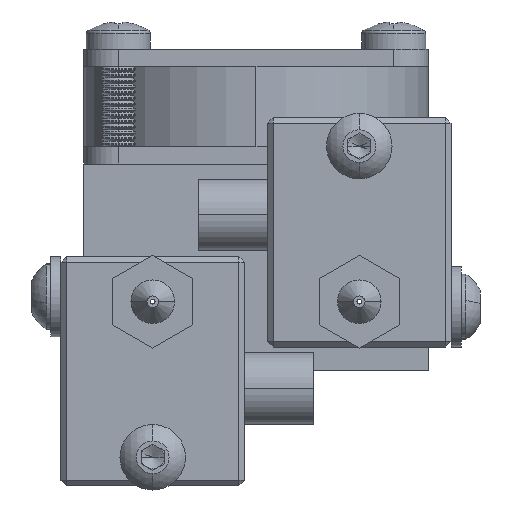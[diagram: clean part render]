
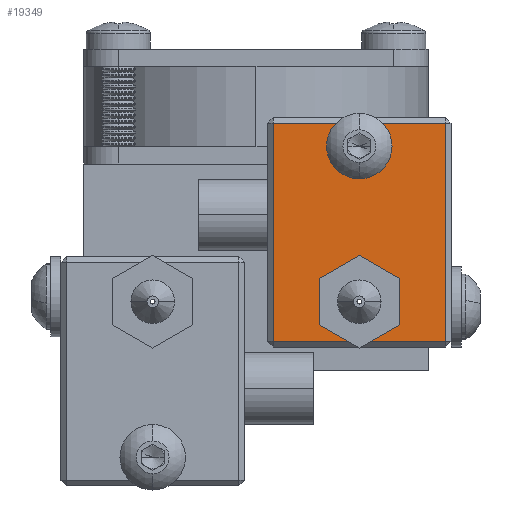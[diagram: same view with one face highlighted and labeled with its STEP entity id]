
A CAD part, front view. The second image highlights one B-rep face of the part: STEP entity #19349.
In plain terms, the highlighted planar face has unit normal (0, -1, 0).
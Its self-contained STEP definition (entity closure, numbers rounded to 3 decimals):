
#66 = FACE_BOUND ( 'NONE', #20461, .T. ) ;
#242 = DIRECTION ( 'NONE',  ( -1., 0., 0. ) ) ;
#259 = CARTESIAN_POINT ( 'NONE',  ( 9.5, -5.75, 7.5 ) ) ;
#584 = AXIS2_PLACEMENT_3D ( 'NONE', #1778, #14507, #3554 ) ;
#643 = FACE_OUTER_BOUND ( 'NONE', #7982, .T. ) ;
#782 = ORIENTED_EDGE ( 'NONE', *, *, #9437, .T. ) ;
#1181 = VECTOR ( 'NONE', #14211, 1000. ) ;
#1459 = ORIENTED_EDGE ( 'NONE', *, *, #18774, .T. ) ;
#1493 = CARTESIAN_POINT ( 'NONE',  ( 9.5, -5.75, 8. ) ) ;
#1778 = CARTESIAN_POINT ( 'NONE',  ( -7.5, -5.75, 0. ) ) ;
#2324 = CARTESIAN_POINT ( 'NONE',  ( -10., -5.75, 8. ) ) ;
#2754 = CIRCLE ( 'NONE', #2774, 1.25 ) ;
#2774 = AXIS2_PLACEMENT_3D ( 'NONE', #9073, #22173, #10906 ) ;
#2930 = LINE ( 'NONE', #16858, #21943 ) ;
#3085 = VERTEX_POINT ( 'NONE', #4837 ) ;
#3201 = VERTEX_POINT ( 'NONE', #5055 ) ;
#3554 = DIRECTION ( 'NONE',  ( 0., 0., 1. ) ) ;
#3847 = ORIENTED_EDGE ( 'NONE', *, *, #4234, .T. ) ;
#4057 = DIRECTION ( 'NONE',  ( 1., 0., 0. ) ) ;
#4187 = DIRECTION ( 'NONE',  ( 0., 0., 1. ) ) ;
#4234 = EDGE_CURVE ( 'NONE', #11636, #16251, #2930, .T. ) ;
#4303 = AXIS2_PLACEMENT_3D ( 'NONE', #2324, #15190, #4187 ) ;
#4648 = CIRCLE ( 'NONE', #16801, 3. ) ;
#4837 = CARTESIAN_POINT ( 'NONE',  ( -7.5, -5.75, 1.25 ) ) ;
#4879 = CARTESIAN_POINT ( 'NONE',  ( 6.054, -5.75, 0. ) ) ;
#5055 = CARTESIAN_POINT ( 'NONE',  ( -7.5, -5.75, -1.25 ) ) ;
#5333 = DIRECTION ( 'NONE',  ( 0., 0., -1. ) ) ;
#5935 = EDGE_CURVE ( 'NONE', #3201, #3085, #5941, .T. ) ;
#5941 = CIRCLE ( 'NONE', #584, 1.25 ) ;
#6184 = CARTESIAN_POINT ( 'NONE',  ( -9.5, -5.75, -7.5 ) ) ;
#6661 = DIRECTION ( 'NONE',  ( 0., 0., 1. ) ) ;
#6951 = VECTOR ( 'NONE', #242, 1000. ) ;
#7746 = ORIENTED_EDGE ( 'NONE', *, *, #5935, .T. ) ;
#7791 = EDGE_CURVE ( 'NONE', #17579, #11636, #18732, .T. ) ;
#7982 = EDGE_LOOP ( 'NONE', ( #8808, #3847, #782, #1459 ) ) ;
#8724 = VECTOR ( 'NONE', #5333, 1000. ) ;
#8808 = ORIENTED_EDGE ( 'NONE', *, *, #7791, .T. ) ;
#9073 = CARTESIAN_POINT ( 'NONE',  ( -7.5, -5.75, 0. ) ) ;
#9088 = DIRECTION ( 'NONE',  ( 0., 1., 0. ) ) ;
#9437 = EDGE_CURVE ( 'NONE', #16251, #22903, #9506, .T. ) ;
#9506 = LINE ( 'NONE', #1493, #1181 ) ;
#10127 = FACE_BOUND ( 'NONE', #13918, .T. ) ;
#10906 = DIRECTION ( 'NONE',  ( 0., 0., 1. ) ) ;
#11067 = EDGE_CURVE ( 'NONE', #17591, #22146, #11794, .T. ) ;
#11297 = ORIENTED_EDGE ( 'NONE', *, *, #11476, .T. ) ;
#11476 = EDGE_CURVE ( 'NONE', #3085, #3201, #2754, .T. ) ;
#11636 = VERTEX_POINT ( 'NONE', #6184 ) ;
#11794 = CIRCLE ( 'NONE', #16444, 3. ) ;
#12762 = EDGE_CURVE ( 'NONE', #22146, #17591, #4648, .T. ) ;
#13274 = PLANE ( 'NONE',  #4303 ) ;
#13918 = EDGE_LOOP ( 'NONE', ( #14844, #14829 ) ) ;
#14211 = DIRECTION ( 'NONE',  ( 0., 0., 1. ) ) ;
#14507 = DIRECTION ( 'NONE',  ( 0., 1., 0. ) ) ;
#14829 = ORIENTED_EDGE ( 'NONE', *, *, #11067, .T. ) ;
#14844 = ORIENTED_EDGE ( 'NONE', *, *, #12762, .T. ) ;
#15190 = DIRECTION ( 'NONE',  ( 0., 1., 0. ) ) ;
#15717 = CARTESIAN_POINT ( 'NONE',  ( -9.5, -5.75, 7.5 ) ) ;
#16251 = VERTEX_POINT ( 'NONE', #21293 ) ;
#16261 = LINE ( 'NONE', #16787, #6951 ) ;
#16444 = AXIS2_PLACEMENT_3D ( 'NONE', #20384, #9088, #22193 ) ;
#16787 = CARTESIAN_POINT ( 'NONE',  ( -10., -5.75, 7.5 ) ) ;
#16801 = AXIS2_PLACEMENT_3D ( 'NONE', #4879, #17824, #6661 ) ;
#16858 = CARTESIAN_POINT ( 'NONE',  ( 10., -5.75, -7.5 ) ) ;
#17579 = VERTEX_POINT ( 'NONE', #15717 ) ;
#17591 = VERTEX_POINT ( 'NONE', #17607 ) ;
#17607 = CARTESIAN_POINT ( 'NONE',  ( 6.054, -5.75, -3. ) ) ;
#17824 = DIRECTION ( 'NONE',  ( 0., 1., 0. ) ) ;
#18732 = LINE ( 'NONE', #20102, #8724 ) ;
#18774 = EDGE_CURVE ( 'NONE', #22903, #17579, #16261, .T. ) ;
#19349 = ADVANCED_FACE ( 'NONE', ( #10127, #66, #643 ), #13274, .F. ) ;
#20102 = CARTESIAN_POINT ( 'NONE',  ( -9.5, -5.75, 8. ) ) ;
#20340 = CARTESIAN_POINT ( 'NONE',  ( 6.054, -5.75, 3. ) ) ;
#20384 = CARTESIAN_POINT ( 'NONE',  ( 6.054, -5.75, 0. ) ) ;
#20461 = EDGE_LOOP ( 'NONE', ( #11297, #7746 ) ) ;
#21293 = CARTESIAN_POINT ( 'NONE',  ( 9.5, -5.75, -7.5 ) ) ;
#21943 = VECTOR ( 'NONE', #4057, 1000. ) ;
#22146 = VERTEX_POINT ( 'NONE', #20340 ) ;
#22173 = DIRECTION ( 'NONE',  ( 0., 1., 0. ) ) ;
#22193 = DIRECTION ( 'NONE',  ( 0., 0., 1. ) ) ;
#22903 = VERTEX_POINT ( 'NONE', #259 ) ;
